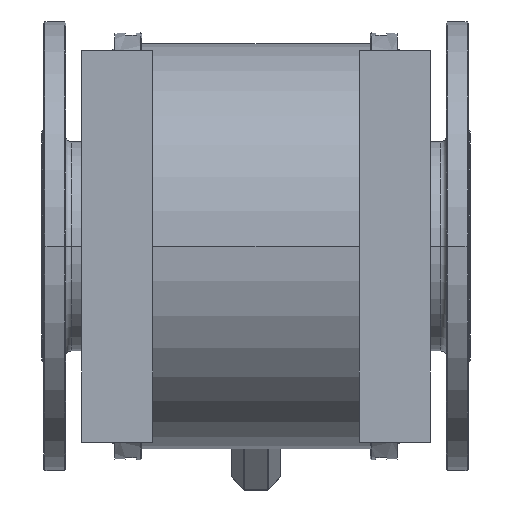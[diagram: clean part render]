
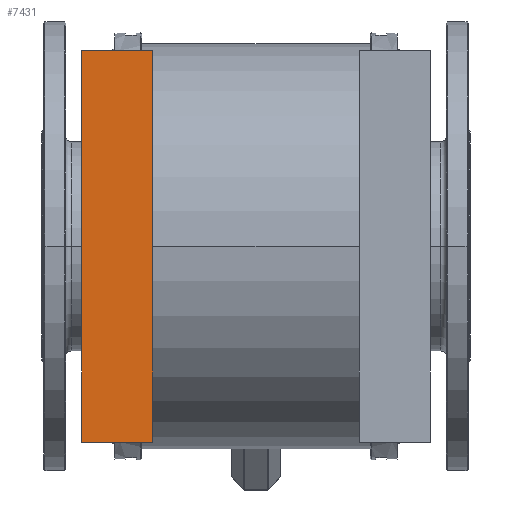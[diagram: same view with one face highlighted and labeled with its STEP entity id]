
A CAD part, front view. The second image highlights one B-rep face of the part: STEP entity #7431.
In plain terms, the highlighted planar face has unit normal (0, -1, 0).
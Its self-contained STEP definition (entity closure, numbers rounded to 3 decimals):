
#73 = EDGE_CURVE ( 'NONE', #1165, #2895, #1534, .T. ) ;
#305 = EDGE_LOOP ( 'NONE', ( #8617, #4319, #5527, #9735 ) ) ;
#599 = CARTESIAN_POINT ( 'NONE',  ( -95., -205., -180. ) ) ;
#701 = LINE ( 'NONE', #6813, #7099 ) ;
#1165 = VERTEX_POINT ( 'NONE', #599 ) ;
#1204 = VERTEX_POINT ( 'NONE', #10627 ) ;
#1534 = LINE ( 'NONE', #5685, #8550 ) ;
#1794 = CARTESIAN_POINT ( 'NONE',  ( -130., -205., 0. ) ) ;
#1860 = EDGE_CURVE ( 'NONE', #6005, #1165, #11492, .T. ) ;
#2514 = CARTESIAN_POINT ( 'NONE',  ( -95., -205., 180. ) ) ;
#2540 = EDGE_CURVE ( 'NONE', #1204, #2895, #701, .T. ) ;
#2862 = FACE_OUTER_BOUND ( 'NONE', #305, .T. ) ;
#2895 = VERTEX_POINT ( 'NONE', #2514 ) ;
#3033 = DIRECTION ( 'NONE',  ( 1., 0., 0. ) ) ;
#3280 = CARTESIAN_POINT ( 'NONE',  ( -160., -205., -180. ) ) ;
#3679 = CARTESIAN_POINT ( 'NONE',  ( -160., -205., -180. ) ) ;
#3758 = DIRECTION ( 'NONE',  ( 0., 0., 1. ) ) ;
#4319 = ORIENTED_EDGE ( 'NONE', *, *, #73, .T. ) ;
#5527 = ORIENTED_EDGE ( 'NONE', *, *, #2540, .F. ) ;
#5685 = CARTESIAN_POINT ( 'NONE',  ( -95., -205., -180. ) ) ;
#5951 = EDGE_CURVE ( 'NONE', #6005, #1204, #12678, .T. ) ;
#6005 = VERTEX_POINT ( 'NONE', #3679 ) ;
#6363 = AXIS2_PLACEMENT_3D ( 'NONE', #1794, #12150, #3758 ) ;
#6813 = CARTESIAN_POINT ( 'NONE',  ( -130., -205., 180. ) ) ;
#7099 = VECTOR ( 'NONE', #11798, 1000. ) ;
#7431 = ADVANCED_FACE ( 'NONE', ( #2862 ), #12210, .F. ) ;
#8550 = VECTOR ( 'NONE', #12778, 1000. ) ;
#8617 = ORIENTED_EDGE ( 'NONE', *, *, #1860, .T. ) ;
#9549 = DIRECTION ( 'NONE',  ( 0., 0., 1. ) ) ;
#9735 = ORIENTED_EDGE ( 'NONE', *, *, #5951, .F. ) ;
#10627 = CARTESIAN_POINT ( 'NONE',  ( -160., -205., 180. ) ) ;
#11418 = CARTESIAN_POINT ( 'NONE',  ( -130., -205., -180. ) ) ;
#11492 = LINE ( 'NONE', #11418, #11873 ) ;
#11798 = DIRECTION ( 'NONE',  ( 1., 0., 0. ) ) ;
#11873 = VECTOR ( 'NONE', #3033, 1000. ) ;
#12150 = DIRECTION ( 'NONE',  ( 0., 1., 0. ) ) ;
#12210 = PLANE ( 'NONE',  #6363 ) ;
#12678 = LINE ( 'NONE', #3280, #13357 ) ;
#12778 = DIRECTION ( 'NONE',  ( 0., 0., 1. ) ) ;
#13357 = VECTOR ( 'NONE', #9549, 1000. ) ;
